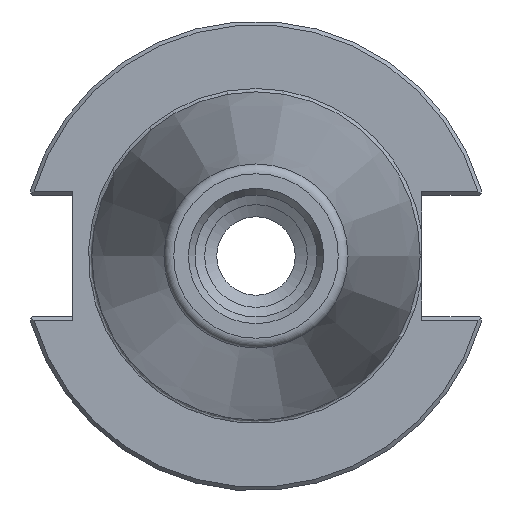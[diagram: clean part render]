
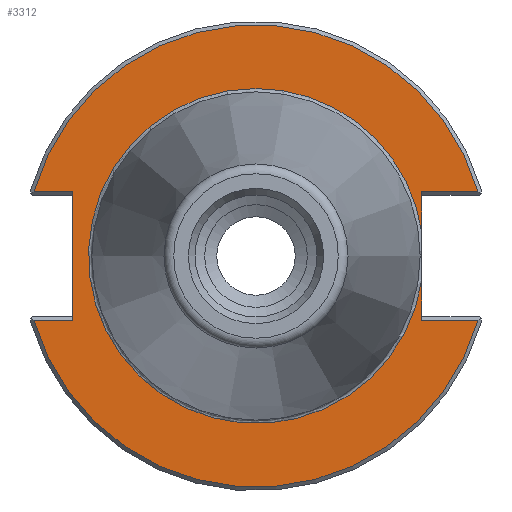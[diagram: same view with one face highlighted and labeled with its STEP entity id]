
A CAD part, left-side view. The second image highlights one B-rep face of the part: STEP entity #3312.
In plain terms, the highlighted planar face has unit normal (-1, 0, 0).
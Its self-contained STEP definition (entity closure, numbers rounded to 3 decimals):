
#141=PLANE('',#3549);
#231=FACE_OUTER_BOUND('',#410,.T.);
#410=EDGE_LOOP('',(#2287,#2288,#2289,#2290,#2291,#2292,#2293,#2294,#2295,
#2296,#2297));
#672=CIRCLE('',#3547,31.242);
#673=CIRCLE('',#3550,22.638);
#674=CIRCLE('',#3551,22.638);
#675=CIRCLE('',#3552,31.242);
#920=LINE('',#5294,#1105);
#921=LINE('',#5297,#1106);
#922=LINE('',#5303,#1107);
#923=LINE('',#5305,#1108);
#924=LINE('',#5309,#1109);
#925=LINE('',#5311,#1110);
#926=LINE('',#5312,#1111);
#1105=VECTOR('',#4071,10.);
#1106=VECTOR('',#4074,10.);
#1107=VECTOR('',#4079,10.);
#1108=VECTOR('',#4080,10.);
#1109=VECTOR('',#4083,10.);
#1110=VECTOR('',#4084,10.);
#1111=VECTOR('',#4085,10.);
#1318=VERTEX_POINT('',#5276);
#1319=VERTEX_POINT('',#5280);
#1322=VERTEX_POINT('',#5292);
#1323=VERTEX_POINT('',#5296);
#1324=VERTEX_POINT('',#5298);
#1325=VERTEX_POINT('',#5300);
#1326=VERTEX_POINT('',#5302);
#1327=VERTEX_POINT('',#5304);
#1328=VERTEX_POINT('',#5306);
#1329=VERTEX_POINT('',#5308);
#1330=VERTEX_POINT('',#5310);
#1715=EDGE_CURVE('',#1318,#1319,#672,.T.);
#1720=EDGE_CURVE('',#1322,#1318,#920,.T.);
#1721=EDGE_CURVE('',#1322,#1323,#921,.T.);
#1722=EDGE_CURVE('',#1323,#1324,#673,.T.);
#1723=EDGE_CURVE('',#1324,#1325,#674,.T.);
#1724=EDGE_CURVE('',#1325,#1326,#922,.T.);
#1725=EDGE_CURVE('',#1327,#1326,#923,.T.);
#1726=EDGE_CURVE('',#1328,#1327,#675,.T.);
#1727=EDGE_CURVE('',#1329,#1328,#924,.T.);
#1728=EDGE_CURVE('',#1329,#1330,#925,.T.);
#1729=EDGE_CURVE('',#1319,#1330,#926,.T.);
#2287=ORIENTED_EDGE('',*,*,#1720,.F.);
#2288=ORIENTED_EDGE('',*,*,#1721,.T.);
#2289=ORIENTED_EDGE('',*,*,#1722,.T.);
#2290=ORIENTED_EDGE('',*,*,#1723,.T.);
#2291=ORIENTED_EDGE('',*,*,#1724,.T.);
#2292=ORIENTED_EDGE('',*,*,#1725,.F.);
#2293=ORIENTED_EDGE('',*,*,#1726,.F.);
#2294=ORIENTED_EDGE('',*,*,#1727,.F.);
#2295=ORIENTED_EDGE('',*,*,#1728,.T.);
#2296=ORIENTED_EDGE('',*,*,#1729,.F.);
#2297=ORIENTED_EDGE('',*,*,#1715,.F.);
#3312=ADVANCED_FACE('',(#231),#141,.T.);
#3547=AXIS2_PLACEMENT_3D('',#5281,#4065,#4066);
#3549=AXIS2_PLACEMENT_3D('',#5295,#4072,#4073);
#3550=AXIS2_PLACEMENT_3D('',#5299,#4075,#4076);
#3551=AXIS2_PLACEMENT_3D('',#5301,#4077,#4078);
#3552=AXIS2_PLACEMENT_3D('',#5307,#4081,#4082);
#4065=DIRECTION('center_axis',(1.,0.,0.));
#4066=DIRECTION('ref_axis',(0.,0.,-1.));
#4071=DIRECTION('',(0.,-1.,0.));
#4072=DIRECTION('center_axis',(-1.,0.,0.));
#4073=DIRECTION('ref_axis',(0.,0.,1.));
#4074=DIRECTION('',(0.,0.,1.));
#4075=DIRECTION('center_axis',(1.,0.,0.));
#4076=DIRECTION('ref_axis',(0.,0.,-1.));
#4077=DIRECTION('center_axis',(1.,0.,0.));
#4078=DIRECTION('ref_axis',(0.,0.,-1.));
#4079=DIRECTION('',(0.,0.,1.));
#4080=DIRECTION('',(0.,1.,0.));
#4081=DIRECTION('center_axis',(1.,0.,0.));
#4082=DIRECTION('ref_axis',(0.,0.,-1.));
#4083=DIRECTION('',(0.,1.,0.));
#4084=DIRECTION('',(0.,0.,-1.));
#4085=DIRECTION('',(0.,-1.,0.));
#5276=CARTESIAN_POINT('',(1.,-30.009,-8.69));
#5280=CARTESIAN_POINT('',(1.,30.009,-8.69));
#5281=CARTESIAN_POINT('Origin',(1.,0.,0.));
#5292=CARTESIAN_POINT('',(1.,-22.41,-8.69));
#5294=CARTESIAN_POINT('',(1.,4.416,-8.69));
#5295=CARTESIAN_POINT('Origin',(1.,31.242,0.));
#5296=CARTESIAN_POINT('',(1.,-22.41,-3.203));
#5297=CARTESIAN_POINT('',(1.,-22.41,4.095));
#5298=CARTESIAN_POINT('',(1.,0.,22.638));
#5299=CARTESIAN_POINT('Origin',(1.,0.,0.));
#5300=CARTESIAN_POINT('',(1.,-22.41,3.203));
#5301=CARTESIAN_POINT('Origin',(1.,0.,0.));
#5302=CARTESIAN_POINT('',(1.,-22.41,8.69));
#5303=CARTESIAN_POINT('',(1.,-22.41,4.095));
#5304=CARTESIAN_POINT('',(1.,-30.009,8.69));
#5305=CARTESIAN_POINT('',(1.,-4.741,8.69));
#5306=CARTESIAN_POINT('',(1.,30.009,8.69));
#5307=CARTESIAN_POINT('Origin',(1.,0.,0.));
#5308=CARTESIAN_POINT('',(1.,24.8,8.69));
#5309=CARTESIAN_POINT('',(1.,28.021,8.69));
#5310=CARTESIAN_POINT('',(1.,24.8,-8.69));
#5311=CARTESIAN_POINT('',(1.,24.8,-4.095));
#5312=CARTESIAN_POINT('',(1.,34.725,-8.69));
